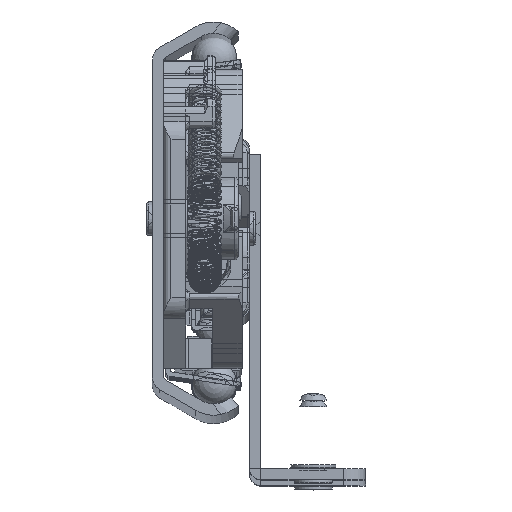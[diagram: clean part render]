
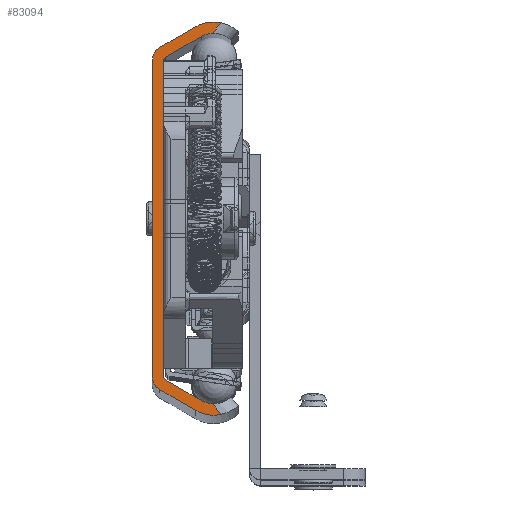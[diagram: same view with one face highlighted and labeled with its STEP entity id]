
A CAD part, top view. The second image highlights one B-rep face of the part: STEP entity #83094.
In plain terms, the highlighted planar face has unit normal (0, 0, 1).
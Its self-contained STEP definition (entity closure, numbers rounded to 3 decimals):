
#4542=PLANE('',#88236);
#7931=FACE_OUTER_BOUND('',#12352,.T.);
#12352=EDGE_LOOP('',(#55580,#55581,#55582,#55583,#55584,#55585,#55586,#55587,
#55588,#55589,#55590,#55591,#55592,#55593,#55594,#55595));
#17096=LINE('',#119181,#23032);
#17097=LINE('',#119194,#23033);
#17098=LINE('',#119199,#23034);
#17099=LINE('',#119203,#23035);
#17100=LINE('',#119206,#23036);
#17101=LINE('',#119210,#23037);
#17102=LINE('',#119214,#23038);
#17103=LINE('',#119217,#23039);
#23032=VECTOR('',#97931,10.);
#23033=VECTOR('',#97934,10.);
#23034=VECTOR('',#97939,10.);
#23035=VECTOR('',#97942,10.);
#23036=VECTOR('',#97945,10.);
#23037=VECTOR('',#97948,10.);
#23038=VECTOR('',#97951,10.);
#23039=VECTOR('',#97954,10.);
#28754=CIRCLE('',#88227,3.3);
#28756=CIRCLE('',#88232,4.8);
#28758=CIRCLE('',#88237,3.3);
#28759=CIRCLE('',#88238,0.5);
#28760=CIRCLE('',#88239,0.5);
#28761=CIRCLE('',#88240,4.8);
#28762=CIRCLE('',#88241,2.);
#28763=CIRCLE('',#88242,2.);
#32504=VERTEX_POINT('',#119091);
#32505=VERTEX_POINT('',#119106);
#32513=VERTEX_POINT('',#119149);
#32514=VERTEX_POINT('',#119160);
#32516=VERTEX_POINT('',#119166);
#32517=VERTEX_POINT('',#119183);
#32518=VERTEX_POINT('',#119196);
#32519=VERTEX_POINT('',#119198);
#32520=VERTEX_POINT('',#119200);
#32521=VERTEX_POINT('',#119202);
#32522=VERTEX_POINT('',#119204);
#32523=VERTEX_POINT('',#119207);
#32524=VERTEX_POINT('',#119209);
#32525=VERTEX_POINT('',#119211);
#32526=VERTEX_POINT('',#119213);
#32527=VERTEX_POINT('',#119215);
#41382=EDGE_CURVE('',#32505,#32504,#28754,.T.);
#41393=EDGE_CURVE('',#32514,#32513,#28756,.T.);
#41397=EDGE_CURVE('',#32513,#32516,#17096,.T.);
#41399=EDGE_CURVE('',#32504,#32517,#17097,.T.);
#41400=EDGE_CURVE('',#32516,#32518,#28758,.T.);
#41401=EDGE_CURVE('',#32518,#32519,#17098,.T.);
#41402=EDGE_CURVE('',#32519,#32520,#28759,.T.);
#41403=EDGE_CURVE('',#32520,#32521,#17099,.T.);
#41404=EDGE_CURVE('',#32521,#32522,#28760,.T.);
#41405=EDGE_CURVE('',#32522,#32505,#17100,.T.);
#41406=EDGE_CURVE('',#32517,#32523,#28761,.T.);
#41407=EDGE_CURVE('',#32523,#32524,#17101,.T.);
#41408=EDGE_CURVE('',#32524,#32525,#28762,.T.);
#41409=EDGE_CURVE('',#32525,#32526,#17102,.T.);
#41410=EDGE_CURVE('',#32526,#32527,#28763,.T.);
#41411=EDGE_CURVE('',#32527,#32514,#17103,.T.);
#55580=ORIENTED_EDGE('',*,*,#41397,.T.);
#55581=ORIENTED_EDGE('',*,*,#41400,.T.);
#55582=ORIENTED_EDGE('',*,*,#41401,.T.);
#55583=ORIENTED_EDGE('',*,*,#41402,.T.);
#55584=ORIENTED_EDGE('',*,*,#41403,.T.);
#55585=ORIENTED_EDGE('',*,*,#41404,.T.);
#55586=ORIENTED_EDGE('',*,*,#41405,.T.);
#55587=ORIENTED_EDGE('',*,*,#41382,.T.);
#55588=ORIENTED_EDGE('',*,*,#41399,.T.);
#55589=ORIENTED_EDGE('',*,*,#41406,.T.);
#55590=ORIENTED_EDGE('',*,*,#41407,.T.);
#55591=ORIENTED_EDGE('',*,*,#41408,.T.);
#55592=ORIENTED_EDGE('',*,*,#41409,.T.);
#55593=ORIENTED_EDGE('',*,*,#41410,.T.);
#55594=ORIENTED_EDGE('',*,*,#41411,.T.);
#55595=ORIENTED_EDGE('',*,*,#41393,.T.);
#83094=ADVANCED_FACE('',(#7931),#4542,.F.);
#88227=AXIS2_PLACEMENT_3D('',#119107,#97908,#97909);
#88232=AXIS2_PLACEMENT_3D('',#119161,#97924,#97925);
#88236=AXIS2_PLACEMENT_3D('',#119195,#97935,#97936);
#88237=AXIS2_PLACEMENT_3D('',#119197,#97937,#97938);
#88238=AXIS2_PLACEMENT_3D('',#119201,#97940,#97941);
#88239=AXIS2_PLACEMENT_3D('',#119205,#97943,#97944);
#88240=AXIS2_PLACEMENT_3D('',#119208,#97946,#97947);
#88241=AXIS2_PLACEMENT_3D('',#119212,#97949,#97950);
#88242=AXIS2_PLACEMENT_3D('',#119216,#97952,#97953);
#97908=DIRECTION('center_axis',(0.,0.,-1.));
#97909=DIRECTION('ref_axis',(0.5,-0.866,0.));
#97924=DIRECTION('center_axis',(0.,0.,1.));
#97925=DIRECTION('ref_axis',(0.688,-0.726,0.));
#97931=DIRECTION('',(-0.655,0.756,0.));
#97934=DIRECTION('',(0.655,0.756,0.));
#97935=DIRECTION('center_axis',(0.,0.,-1.));
#97936=DIRECTION('ref_axis',(1.,0.,0.));
#97937=DIRECTION('center_axis',(0.,0.,-1.));
#97938=DIRECTION('ref_axis',(-0.702,0.712,0.));
#97939=DIRECTION('',(-0.866,0.5,0.));
#97940=DIRECTION('center_axis',(0.,0.,-1.));
#97941=DIRECTION('ref_axis',(0.5,0.866,0.));
#97942=DIRECTION('',(0.,1.,0.));
#97943=DIRECTION('center_axis',(0.,0.,-1.));
#97944=DIRECTION('ref_axis',(1.,0.,0.));
#97945=DIRECTION('',(0.866,0.5,0.));
#97946=DIRECTION('center_axis',(0.,0.,1.));
#97947=DIRECTION('ref_axis',(-0.5,0.866,0.));
#97948=DIRECTION('',(-0.866,-0.5,0.));
#97949=DIRECTION('center_axis',(0.,0.,1.));
#97950=DIRECTION('ref_axis',(-1.,0.,0.));
#97951=DIRECTION('',(0.,-1.,0.));
#97952=DIRECTION('center_axis',(0.,0.,1.));
#97953=DIRECTION('ref_axis',(-0.5,-0.866,0.));
#97954=DIRECTION('',(0.866,-0.5,0.));
#119091=CARTESIAN_POINT('',(8.605,24.746,656.784));
#119106=CARTESIAN_POINT('',(7.127,24.308,656.784));
#119107=CARTESIAN_POINT('Origin',(8.777,21.45,656.784));
#119149=CARTESIAN_POINT('',(9.81,-26.137,656.784));
#119160=CARTESIAN_POINT('',(6.377,-25.607,656.784));
#119161=CARTESIAN_POINT('Origin',(8.777,-21.45,656.784));
#119166=CARTESIAN_POINT('',(8.605,-24.746,656.784));
#119181=CARTESIAN_POINT('',(2.128,-17.264,656.784));
#119183=CARTESIAN_POINT('',(9.81,26.137,656.784));
#119194=CARTESIAN_POINT('',(1.637,16.696,656.784));
#119195=CARTESIAN_POINT('Origin',(3.261,0.,
656.784));
#119196=CARTESIAN_POINT('',(7.127,-24.308,656.784));
#119197=CARTESIAN_POINT('Origin',(8.777,-21.45,656.784));
#119198=CARTESIAN_POINT('',(2.327,-21.537,656.784));
#119199=CARTESIAN_POINT('',(2.327,-21.537,656.784));
#119200=CARTESIAN_POINT('',(2.077,-21.104,656.784));
#119201=CARTESIAN_POINT('Origin',(2.577,-21.104,656.784));
#119202=CARTESIAN_POINT('',(2.077,21.104,656.784));
#119203=CARTESIAN_POINT('',(2.077,21.104,656.784));
#119204=CARTESIAN_POINT('',(2.327,21.537,656.784));
#119205=CARTESIAN_POINT('Origin',(2.577,21.104,656.784));
#119206=CARTESIAN_POINT('',(7.127,24.308,656.784));
#119207=CARTESIAN_POINT('',(6.377,25.607,656.784));
#119208=CARTESIAN_POINT('Origin',(8.777,21.45,656.784));
#119209=CARTESIAN_POINT('',(1.577,22.836,656.784));
#119210=CARTESIAN_POINT('',(1.577,22.836,656.784));
#119211=CARTESIAN_POINT('',(0.577,21.104,656.784));
#119212=CARTESIAN_POINT('Origin',(2.577,21.104,656.784));
#119213=CARTESIAN_POINT('',(0.577,-21.104,656.784));
#119214=CARTESIAN_POINT('',(0.577,-21.104,656.784));
#119215=CARTESIAN_POINT('',(1.577,-22.836,656.784));
#119216=CARTESIAN_POINT('Origin',(2.577,-21.104,656.784));
#119217=CARTESIAN_POINT('',(6.377,-25.607,656.784));
